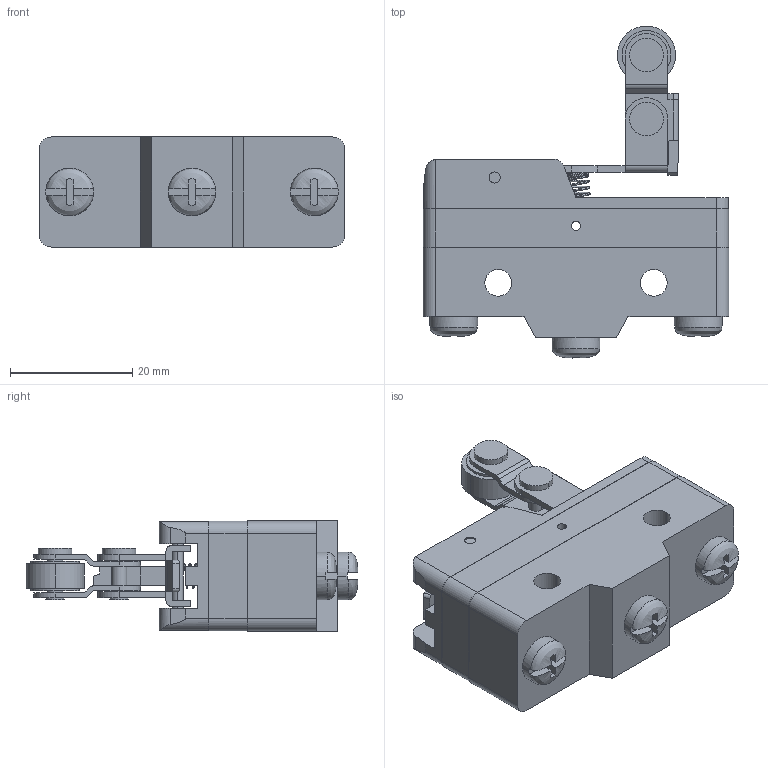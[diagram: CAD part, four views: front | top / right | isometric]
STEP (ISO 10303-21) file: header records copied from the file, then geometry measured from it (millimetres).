
FILE_DESCRIPTION((''),'2;1');
FILE_NAME('1','2024-11-20T',('Administrator'),('zyb.com'),'PRO/ENGINEER BY PARAMETRIC TECHNOLOGY CORPORATION, 2010280','PRO/ENGINEER BY PARAMETRIC TECHNOLOGY CORPORATION, 2010280','');
FILE_SCHEMA(('CONFIG_CONTROL_DESIGN'));
Length unit declared in the file: millimetre
Products named in the file (1): 1
Bounding box: 50 x 54.28 x 18 mm (x, y, z)
Volume: 20165.2 mm3; surface area: 8403.1 mm2
Topology: 1 solids, 1 shells, 275 faces, 728 edges, 474 vertices
Faces by surface type: plane 153, cylinder 104, bspline 16, torus 2
Entity records: 11924 total; most frequent: CARTESIAN_POINT 5013, ORIENTED_EDGE 1456, DIRECTION 1392, EDGE_CURVE 728, VERTEX_POINT 474, AXIS2_PLACEMENT_3D 473, VECTOR 446, LINE 446
